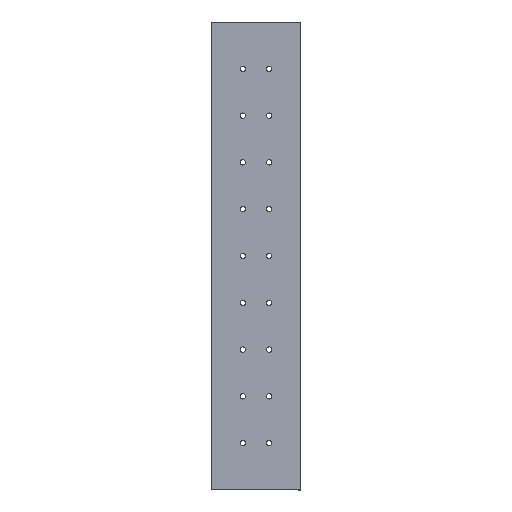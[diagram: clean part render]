
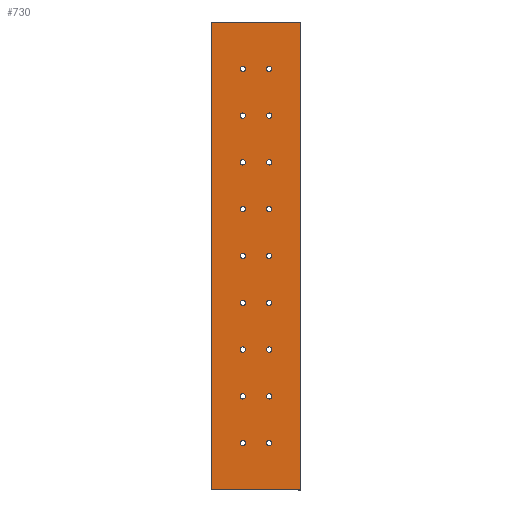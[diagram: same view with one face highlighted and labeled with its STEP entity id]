
A CAD part, top view. The second image highlights one B-rep face of the part: STEP entity #730.
In plain terms, the highlighted planar face has unit normal (0, 0, 1).
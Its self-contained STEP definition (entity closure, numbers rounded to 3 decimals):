
#37=FACE_BOUND('',#181,.T.);
#38=FACE_BOUND('',#182,.T.);
#39=FACE_BOUND('',#183,.T.);
#40=FACE_BOUND('',#184,.T.);
#41=FACE_BOUND('',#185,.T.);
#42=FACE_BOUND('',#186,.T.);
#43=FACE_BOUND('',#187,.T.);
#44=FACE_BOUND('',#188,.T.);
#45=FACE_BOUND('',#189,.T.);
#46=FACE_BOUND('',#190,.T.);
#47=FACE_BOUND('',#191,.T.);
#48=FACE_BOUND('',#192,.T.);
#49=FACE_BOUND('',#193,.T.);
#50=FACE_BOUND('',#194,.T.);
#51=FACE_BOUND('',#195,.T.);
#52=FACE_BOUND('',#196,.T.);
#53=FACE_BOUND('',#197,.T.);
#54=FACE_BOUND('',#198,.T.);
#77=CIRCLE('',#768,2.5);
#79=CIRCLE('',#771,2.5);
#81=CIRCLE('',#774,2.5);
#83=CIRCLE('',#777,2.5);
#85=CIRCLE('',#780,2.5);
#87=CIRCLE('',#783,2.5);
#89=CIRCLE('',#786,2.5);
#91=CIRCLE('',#789,2.5);
#93=CIRCLE('',#792,2.5);
#95=CIRCLE('',#795,2.5);
#97=CIRCLE('',#798,2.5);
#99=CIRCLE('',#801,2.5);
#101=CIRCLE('',#804,2.5);
#103=CIRCLE('',#807,2.5);
#105=CIRCLE('',#810,2.5);
#107=CIRCLE('',#813,2.5);
#109=CIRCLE('',#816,2.5);
#111=CIRCLE('',#819,2.5);
#144=FACE_OUTER_BOUND('',#180,.T.);
#180=EDGE_LOOP('',(#621,#622,#623,#624));
#181=EDGE_LOOP('',(#625));
#182=EDGE_LOOP('',(#626));
#183=EDGE_LOOP('',(#627));
#184=EDGE_LOOP('',(#628));
#185=EDGE_LOOP('',(#629));
#186=EDGE_LOOP('',(#630));
#187=EDGE_LOOP('',(#631));
#188=EDGE_LOOP('',(#632));
#189=EDGE_LOOP('',(#633));
#190=EDGE_LOOP('',(#634));
#191=EDGE_LOOP('',(#635));
#192=EDGE_LOOP('',(#636));
#193=EDGE_LOOP('',(#637));
#194=EDGE_LOOP('',(#638));
#195=EDGE_LOOP('',(#639));
#196=EDGE_LOOP('',(#640));
#197=EDGE_LOOP('',(#641));
#198=EDGE_LOOP('',(#642));
#242=LINE('',#1081,#298);
#273=LINE('',#1223,#329);
#274=LINE('',#1224,#330);
#275=LINE('',#1225,#331);
#298=VECTOR('',#863,10.);
#329=VECTOR('',#1024,10.);
#330=VECTOR('',#1025,10.);
#331=VECTOR('',#1026,10.);
#351=VERTEX_POINT('',#1078);
#352=VERTEX_POINT('',#1080);
#356=VERTEX_POINT('',#1095);
#358=VERTEX_POINT('',#1101);
#360=VERTEX_POINT('',#1107);
#362=VERTEX_POINT('',#1113);
#364=VERTEX_POINT('',#1119);
#366=VERTEX_POINT('',#1125);
#368=VERTEX_POINT('',#1131);
#370=VERTEX_POINT('',#1137);
#372=VERTEX_POINT('',#1143);
#374=VERTEX_POINT('',#1149);
#376=VERTEX_POINT('',#1155);
#378=VERTEX_POINT('',#1161);
#380=VERTEX_POINT('',#1167);
#382=VERTEX_POINT('',#1173);
#384=VERTEX_POINT('',#1179);
#386=VERTEX_POINT('',#1185);
#388=VERTEX_POINT('',#1191);
#390=VERTEX_POINT('',#1197);
#397=VERTEX_POINT('',#1221);
#398=VERTEX_POINT('',#1222);
#418=EDGE_CURVE('',#351,#352,#242,.T.);
#426=EDGE_CURVE('',#356,#356,#77,.T.);
#429=EDGE_CURVE('',#358,#358,#79,.T.);
#432=EDGE_CURVE('',#360,#360,#81,.T.);
#435=EDGE_CURVE('',#362,#362,#83,.T.);
#438=EDGE_CURVE('',#364,#364,#85,.T.);
#441=EDGE_CURVE('',#366,#366,#87,.T.);
#444=EDGE_CURVE('',#368,#368,#89,.T.);
#447=EDGE_CURVE('',#370,#370,#91,.T.);
#450=EDGE_CURVE('',#372,#372,#93,.T.);
#453=EDGE_CURVE('',#374,#374,#95,.T.);
#456=EDGE_CURVE('',#376,#376,#97,.T.);
#459=EDGE_CURVE('',#378,#378,#99,.T.);
#462=EDGE_CURVE('',#380,#380,#101,.T.);
#465=EDGE_CURVE('',#382,#382,#103,.T.);
#468=EDGE_CURVE('',#384,#384,#105,.T.);
#471=EDGE_CURVE('',#386,#386,#107,.T.);
#474=EDGE_CURVE('',#388,#388,#109,.T.);
#477=EDGE_CURVE('',#390,#390,#111,.T.);
#489=EDGE_CURVE('',#397,#398,#273,.T.);
#490=EDGE_CURVE('',#397,#352,#274,.T.);
#491=EDGE_CURVE('',#351,#398,#275,.T.);
#621=ORIENTED_EDGE('',*,*,#489,.F.);
#622=ORIENTED_EDGE('',*,*,#490,.T.);
#623=ORIENTED_EDGE('',*,*,#418,.F.);
#624=ORIENTED_EDGE('',*,*,#491,.T.);
#625=ORIENTED_EDGE('',*,*,#426,.T.);
#626=ORIENTED_EDGE('',*,*,#429,.T.);
#627=ORIENTED_EDGE('',*,*,#432,.T.);
#628=ORIENTED_EDGE('',*,*,#435,.T.);
#629=ORIENTED_EDGE('',*,*,#438,.T.);
#630=ORIENTED_EDGE('',*,*,#441,.T.);
#631=ORIENTED_EDGE('',*,*,#444,.T.);
#632=ORIENTED_EDGE('',*,*,#447,.T.);
#633=ORIENTED_EDGE('',*,*,#450,.T.);
#634=ORIENTED_EDGE('',*,*,#453,.T.);
#635=ORIENTED_EDGE('',*,*,#456,.T.);
#636=ORIENTED_EDGE('',*,*,#459,.T.);
#637=ORIENTED_EDGE('',*,*,#462,.T.);
#638=ORIENTED_EDGE('',*,*,#465,.T.);
#639=ORIENTED_EDGE('',*,*,#468,.T.);
#640=ORIENTED_EDGE('',*,*,#471,.T.);
#641=ORIENTED_EDGE('',*,*,#474,.T.);
#642=ORIENTED_EDGE('',*,*,#477,.T.);
#696=PLANE('',#827);
#730=ADVANCED_FACE('',(#144,#37,#38,#39,#40,#41,#42,#43,#44,#45,#46,#47,
#48,#49,#50,#51,#52,#53,#54),#696,.T.);
#768=AXIS2_PLACEMENT_3D('',#1096,#879,#880);
#771=AXIS2_PLACEMENT_3D('',#1102,#886,#887);
#774=AXIS2_PLACEMENT_3D('',#1108,#893,#894);
#777=AXIS2_PLACEMENT_3D('',#1114,#900,#901);
#780=AXIS2_PLACEMENT_3D('',#1120,#907,#908);
#783=AXIS2_PLACEMENT_3D('',#1126,#914,#915);
#786=AXIS2_PLACEMENT_3D('',#1132,#921,#922);
#789=AXIS2_PLACEMENT_3D('',#1138,#928,#929);
#792=AXIS2_PLACEMENT_3D('',#1144,#935,#936);
#795=AXIS2_PLACEMENT_3D('',#1150,#942,#943);
#798=AXIS2_PLACEMENT_3D('',#1156,#949,#950);
#801=AXIS2_PLACEMENT_3D('',#1162,#956,#957);
#804=AXIS2_PLACEMENT_3D('',#1168,#963,#964);
#807=AXIS2_PLACEMENT_3D('',#1174,#970,#971);
#810=AXIS2_PLACEMENT_3D('',#1180,#977,#978);
#813=AXIS2_PLACEMENT_3D('',#1186,#984,#985);
#816=AXIS2_PLACEMENT_3D('',#1192,#991,#992);
#819=AXIS2_PLACEMENT_3D('',#1198,#998,#999);
#827=AXIS2_PLACEMENT_3D('',#1220,#1022,#1023);
#863=DIRECTION('',(-1.,0.,0.));
#879=DIRECTION('center_axis',(0.,0.,-1.));
#880=DIRECTION('ref_axis',(1.,0.,0.));
#886=DIRECTION('center_axis',(0.,0.,-1.));
#887=DIRECTION('ref_axis',(1.,0.,0.));
#893=DIRECTION('center_axis',(0.,0.,-1.));
#894=DIRECTION('ref_axis',(1.,0.,0.));
#900=DIRECTION('center_axis',(0.,0.,-1.));
#901=DIRECTION('ref_axis',(1.,0.,0.));
#907=DIRECTION('center_axis',(0.,0.,-1.));
#908=DIRECTION('ref_axis',(1.,0.,0.));
#914=DIRECTION('center_axis',(0.,0.,-1.));
#915=DIRECTION('ref_axis',(1.,0.,0.));
#921=DIRECTION('center_axis',(0.,0.,-1.));
#922=DIRECTION('ref_axis',(1.,0.,0.));
#928=DIRECTION('center_axis',(0.,0.,-1.));
#929=DIRECTION('ref_axis',(1.,0.,0.));
#935=DIRECTION('center_axis',(0.,0.,-1.));
#936=DIRECTION('ref_axis',(1.,0.,0.));
#942=DIRECTION('center_axis',(0.,0.,-1.));
#943=DIRECTION('ref_axis',(1.,0.,0.));
#949=DIRECTION('center_axis',(0.,0.,-1.));
#950=DIRECTION('ref_axis',(1.,0.,0.));
#956=DIRECTION('center_axis',(0.,0.,-1.));
#957=DIRECTION('ref_axis',(1.,0.,0.));
#963=DIRECTION('center_axis',(0.,0.,-1.));
#964=DIRECTION('ref_axis',(1.,0.,0.));
#970=DIRECTION('center_axis',(0.,0.,-1.));
#971=DIRECTION('ref_axis',(1.,0.,0.));
#977=DIRECTION('center_axis',(0.,0.,-1.));
#978=DIRECTION('ref_axis',(1.,0.,0.));
#984=DIRECTION('center_axis',(0.,0.,-1.));
#985=DIRECTION('ref_axis',(1.,0.,0.));
#991=DIRECTION('center_axis',(0.,0.,-1.));
#992=DIRECTION('ref_axis',(1.,0.,0.));
#998=DIRECTION('center_axis',(0.,0.,-1.));
#999=DIRECTION('ref_axis',(1.,0.,0.));
#1022=DIRECTION('center_axis',(0.,0.,1.));
#1023=DIRECTION('ref_axis',(1.,0.,0.));
#1024=DIRECTION('',(1.,0.,0.));
#1025=DIRECTION('',(0.,-1.,0.));
#1026=DIRECTION('',(0.,1.,0.));
#1078=CARTESIAN_POINT('',(42.5,-222.25,2.));
#1080=CARTESIAN_POINT('',(-42.5,-222.25,2.));
#1081=CARTESIAN_POINT('',(-42.5,-222.25,2.));
#1095=CARTESIAN_POINT('',(10.,177.8,2.));
#1096=CARTESIAN_POINT('Origin',(12.5,177.8,2.));
#1101=CARTESIAN_POINT('',(-15.,177.8,2.));
#1102=CARTESIAN_POINT('Origin',(-12.5,177.8,2.));
#1107=CARTESIAN_POINT('',(10.,133.35,2.));
#1108=CARTESIAN_POINT('Origin',(12.5,133.35,2.));
#1113=CARTESIAN_POINT('',(-15.,133.35,2.));
#1114=CARTESIAN_POINT('Origin',(-12.5,133.35,2.));
#1119=CARTESIAN_POINT('',(10.,88.9,2.));
#1120=CARTESIAN_POINT('Origin',(12.5,88.9,2.));
#1125=CARTESIAN_POINT('',(-15.,88.9,2.));
#1126=CARTESIAN_POINT('Origin',(-12.5,88.9,2.));
#1131=CARTESIAN_POINT('',(10.,44.45,2.));
#1132=CARTESIAN_POINT('Origin',(12.5,44.45,2.));
#1137=CARTESIAN_POINT('',(-15.,44.45,2.));
#1138=CARTESIAN_POINT('Origin',(-12.5,44.45,2.));
#1143=CARTESIAN_POINT('',(10.,0.,2.));
#1144=CARTESIAN_POINT('Origin',(12.5,0.,2.));
#1149=CARTESIAN_POINT('',(-15.,0.,2.));
#1150=CARTESIAN_POINT('Origin',(-12.5,0.,2.));
#1155=CARTESIAN_POINT('',(10.,-44.45,2.));
#1156=CARTESIAN_POINT('Origin',(12.5,-44.45,2.));
#1161=CARTESIAN_POINT('',(-15.,-44.45,2.));
#1162=CARTESIAN_POINT('Origin',(-12.5,-44.45,2.));
#1167=CARTESIAN_POINT('',(10.,-88.9,2.));
#1168=CARTESIAN_POINT('Origin',(12.5,-88.9,2.));
#1173=CARTESIAN_POINT('',(-15.,-88.9,2.));
#1174=CARTESIAN_POINT('Origin',(-12.5,-88.9,2.));
#1179=CARTESIAN_POINT('',(10.,-133.35,2.));
#1180=CARTESIAN_POINT('Origin',(12.5,-133.35,2.));
#1185=CARTESIAN_POINT('',(-15.,-133.35,2.));
#1186=CARTESIAN_POINT('Origin',(-12.5,-133.35,2.));
#1191=CARTESIAN_POINT('',(10.,-177.8,2.));
#1192=CARTESIAN_POINT('Origin',(12.5,-177.8,2.));
#1197=CARTESIAN_POINT('',(-15.,-177.8,2.));
#1198=CARTESIAN_POINT('Origin',(-12.5,-177.8,2.));
#1220=CARTESIAN_POINT('Origin',(0.,0.,2.));
#1221=CARTESIAN_POINT('',(-42.5,222.25,2.));
#1222=CARTESIAN_POINT('',(42.5,222.25,2.));
#1223=CARTESIAN_POINT('',(42.5,222.25,2.));
#1224=CARTESIAN_POINT('',(-42.5,0.,2.));
#1225=CARTESIAN_POINT('',(42.5,0.,2.));
